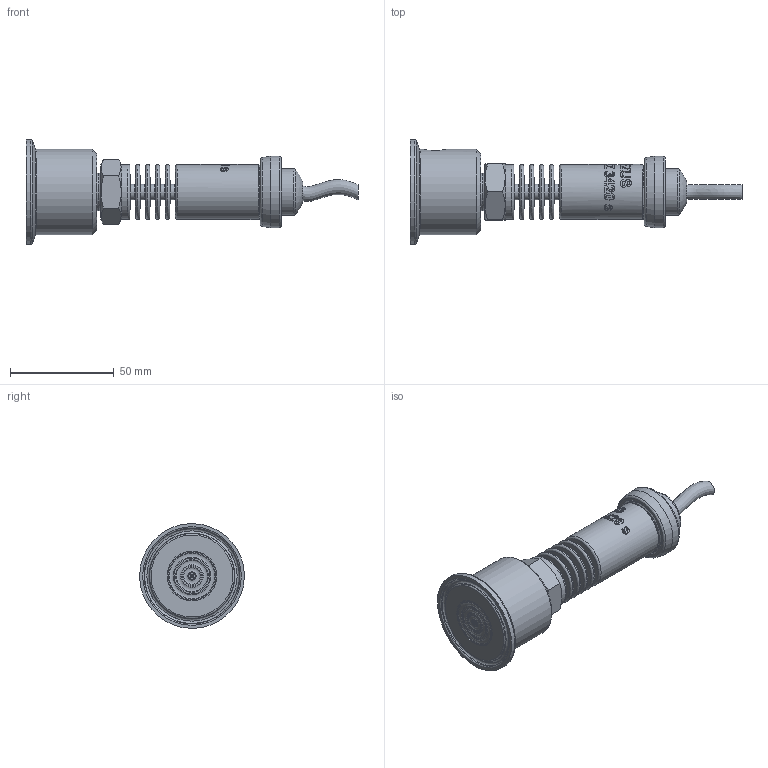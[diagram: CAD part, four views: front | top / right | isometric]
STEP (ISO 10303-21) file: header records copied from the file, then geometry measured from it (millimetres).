
FILE_DESCRIPTION(/* description */ (''),/* implementation_level */ '2;1');
FILE_NAME(/* name */ 'APZ3420s_ClampD1''_radiator_5.step',/* time_stamp */ '2021-07-08T14:00:36+03:00',/* author */ (''),/* organization */ (''),/* preprocessor_version */ 'ST-DEVELOPER v18.1',/* originating_system */ 'Autodesk Translation Framework v10.9.0.1377',/* authorisation */ '');
FILE_SCHEMA (('AUTOMOTIVE_DESIGN { 1 0 10303 214 3 1 1 }'));
Length unit declared in the file: millimetre
Products named in the file (7): АПЗ 3420S заполненная; Stainless steel cable gland assembly; Stainless steel cable gland; Stainless steel cable gland nut; wire; G1\2EN radiator; Clamp DN1 diaphragm 24 v2
Assembly tree (6 placements, depth 3):
  АПЗ 3420S заполненная
    Stainless steel cable gland assembly
      Stainless steel cable gland
      Stainless steel cable gland nut
      wire
    G1\2EN radiator
    Clamp DN1 diaphragm 24 v2
Bounding box: 159.9 x 50.5 x 50.5 mm (x, y, z)
Volume: 93217 mm3; surface area: 32185.7 mm2
Topology: 6 solids, 6 shells, 503 faces, 1319 edges, 871 vertices
Faces by surface type: bspline 275, cylinder 93, plane 62, torus 43, cone 29, sphere 1
Full cylindrical faces by diameter (mm): 2 x1, 3 x1, 3.3 x1, 5 x1, 6 x3, 7.2 x1, 7.5 x5, 13 x1, 16.7 x1, 17.5 x1, 18 x1, 18.631 x6, 20.955 x7, 21.4 x1, 22 x1, 22.3 x2, 22.5 x1, 23.8 x1, 24 x1, 24.5 x1, 25.132 x4, 25.526 x2, 26.5 x2, 26.85 x4, 27.208 x3, 27.7 x1, 34.5 x1, 41 x1, 50.5 x1
Entity records: 31984 total; most frequent: CARTESIAN_POINT 21228, ORIENTED_EDGE 2636, DIRECTION 1408, EDGE_CURVE 1318, VERTEX_POINT 871, B_SPLINE_CURVE_WITH_KNOTS 639, EDGE_LOOP 553, FACE_OUTER_BOUND 503
